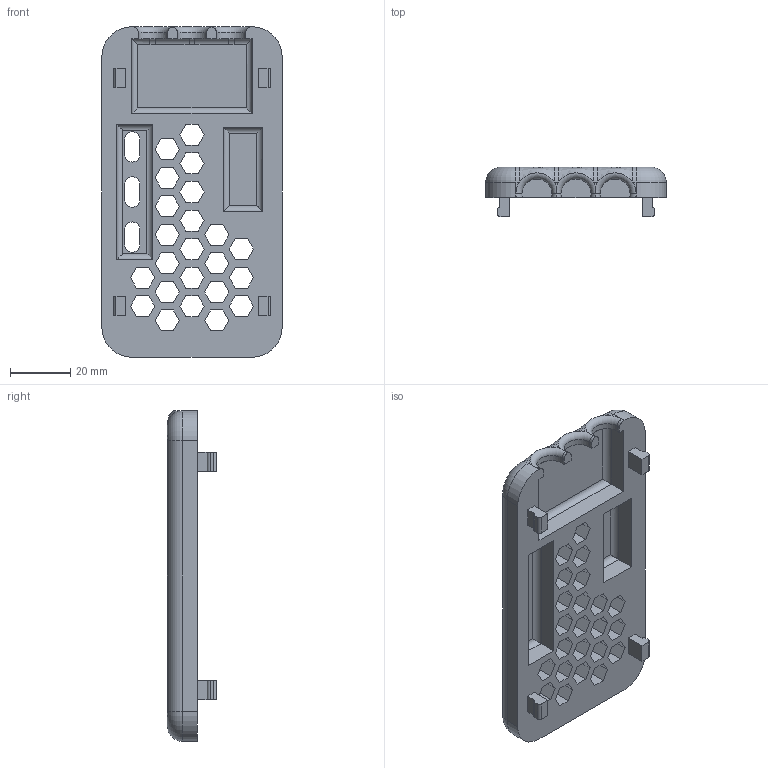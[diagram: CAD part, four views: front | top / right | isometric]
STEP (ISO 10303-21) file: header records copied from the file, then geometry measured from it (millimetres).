
FILE_DESCRIPTION (( 'STEP AP214' ), '1' );
FILE_NAME ('Chapo.STEP', '2025-03-13T10:13:07', ( '' ), ( '' ), 'SwSTEP 2.0', 'SolidWorks 2024', '' );
FILE_SCHEMA (( 'AUTOMOTIVE_DESIGN' ));
Length unit declared in the file: millimetre
Products named in the file (1): Chapo
Bounding box: 60 x 16.35 x 110 mm (x, y, z)
Volume: 38361.8 mm3; surface area: 21611.3 mm2
Topology: 1 solids, 1 shells, 270 faces, 742 edges, 480 vertices
Faces by surface type: plane 193, cylinder 49, torus 22, bspline 6
Entity records: 8982 total; most frequent: CARTESIAN_POINT 1984, ORIENTED_EDGE 1484, DIRECTION 1366, EDGE_CURVE 742, LINE 592, VECTOR 592, VERTEX_POINT 480, AXIS2_PLACEMENT_3D 387
